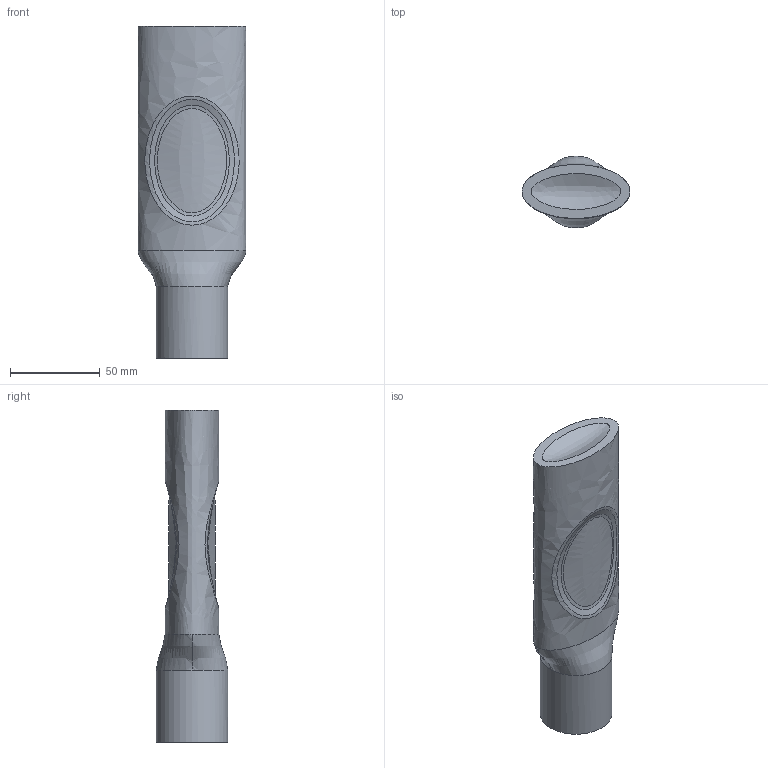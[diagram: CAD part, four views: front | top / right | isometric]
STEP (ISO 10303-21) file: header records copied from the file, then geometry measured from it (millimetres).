
FILE_DESCRIPTION (( 'STEP AP214' ), '1' );
FILE_NAME ('Bottle_Practice.STEP', '2025-04-15T09:48:14', ( '' ), ( '' ), 'SwSTEP 2.0', 'SolidWorks 2025', '' );
FILE_SCHEMA (( 'AUTOMOTIVE_DESIGN' ));
Length unit declared in the file: millimetre
Products named in the file (1): Bottle_Practice
Bounding box: 60 x 40 x 185 mm (x, y, z)
Volume: 27101.2 mm3; surface area: 53411.2 mm2
Topology: 1 solids, 1 shells, 29 faces, 60 edges, 40 vertices
Faces by surface type: bspline 24, plane 3, cylinder 2
Full cylindrical faces by diameter (mm): 38 x1, 40 x1
Entity records: 12100 total; most frequent: CARTESIAN_POINT 11729, ORIENTED_EDGE 68, EDGE_LOOP 52, FACE_OUTER_BOUND 45, EDGE_CURVE 34, VERTEX_POINT 30, B_SPLINE_CURVE_WITH_KNOTS 29, ADVANCED_FACE 29
